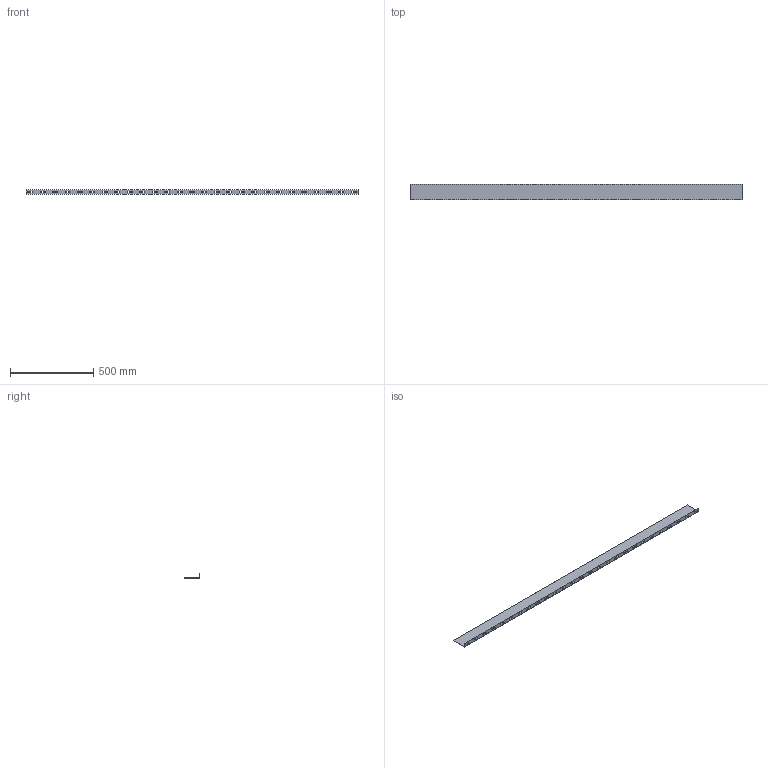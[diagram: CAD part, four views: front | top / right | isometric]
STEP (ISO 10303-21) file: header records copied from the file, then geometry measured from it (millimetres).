
FILE_DESCRIPTION (( 'STEP AP203' ), '1' );
FILE_NAME ('CLP1F-100-2 Ðàçäåëèòåëüíàÿ ïåðåãîðîäêà h 100.STEP', '2016-03-30T07:52:39', ( '' ), ( '' ), 'SwSTEP 2.0', 'SolidWorks 2014', '' );
FILE_SCHEMA (( 'CONFIG_CONTROL_DESIGN' ));
Length unit declared in the file: millimetre
Products named in the file (1): CLP1F-100-2 Ðàçäåëèòåëüíàÿ ïåðåãîðîäêà h 100
Bounding box: 2000 x 95 x 25 mm (x, y, z)
Volume: 186411.2 mm3; surface area: 470878.6 mm2
Topology: 1 solids, 1 shells, 117 faces, 345 edges, 230 vertices
Faces by surface type: plane 62, cylinder 55
Entity records: 4114 total; most frequent: CARTESIAN_POINT 693, DIRECTION 691, ORIENTED_EDGE 690, EDGE_CURVE 345, VECTOR 235, LINE 235, VERTEX_POINT 230, AXIS2_PLACEMENT_3D 228
